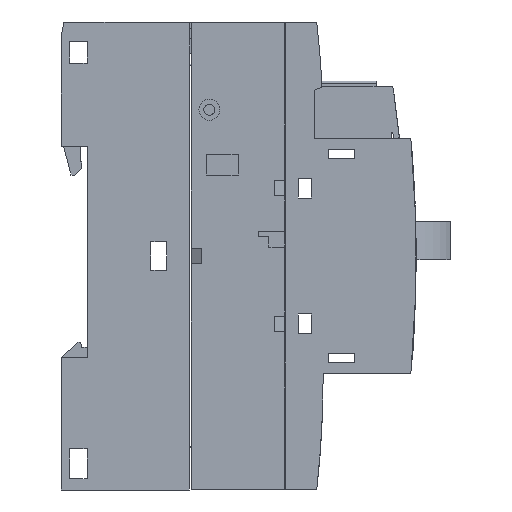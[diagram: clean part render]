
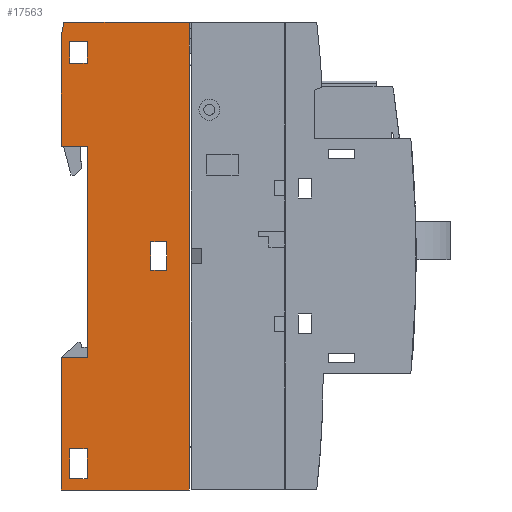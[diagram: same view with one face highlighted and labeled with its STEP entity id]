
A CAD part, left-side view. The second image highlights one B-rep face of the part: STEP entity #17563.
In plain terms, the highlighted planar face has unit normal (-1, 0, 0).
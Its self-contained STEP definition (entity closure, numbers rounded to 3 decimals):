
#6585=VERTEX_POINT('',#19590);
#6703=VERTEX_POINT('',#19723);
#6891=VERTEX_POINT('',#19930);
#6995=EDGE_CURVE('',#13453,#6891,#20041,.T.);
#7283=EDGE_CURVE('',#6891,#10383,#20361,.T.);
#7617=VERTEX_POINT('',#20727);
#7623=VERTEX_POINT('',#20733);
#7727=VERTEX_POINT('',#20842);
#8137=VERTEX_POINT('',#21291);
#9877=VERTEX_POINT('',#23194);
#9921=EDGE_CURVE('',#14363,#18135,#23245,.T.);
#10145=EDGE_CURVE('',#18753,#16359,#23500,.T.);
#10165=EDGE_CURVE('',#10375,#7727,#23521,.T.);
#10193=EDGE_CURVE('',#15877,#12541,#23556,.T.);
#10375=VERTEX_POINT('',#23773);
#10383=VERTEX_POINT('',#23782);
#10651=EDGE_CURVE('',#18875,#14249,#24075,.T.);
#11119=VERTEX_POINT('',#24594);
#11187=EDGE_CURVE('',#16359,#18875,#24667,.T.);
#11523=EDGE_CURVE('',#7617,#15877,#25043,.T.);
#11529=EDGE_CURVE('',#18029,#13453,#25049,.T.);
#12541=VERTEX_POINT('',#26155);
#12557=EDGE_CURVE('',#14249,#18753,#26173,.T.);
#13057=EDGE_CURVE('',#14603,#6585,#26720,.T.);
#13147=EDGE_CURVE('',#7727,#7623,#26820,.T.);
#13453=VERTEX_POINT('',#27172);
#13675=EDGE_CURVE('',#7623,#7617,#27416,.T.);
#13707=EDGE_CURVE('',#6585,#9877,#27450,.T.);
#13875=EDGE_CURVE('',#9877,#10375,#27630,.T.);
#14011=EDGE_CURVE('',#14603,#8137,#27779,.T.);
#14249=VERTEX_POINT('',#28037);
#14363=VERTEX_POINT('',#28164);
#14603=VERTEX_POINT('',#28424);
#14671=EDGE_CURVE('',#11119,#6703,#28498,.T.);
#15877=VERTEX_POINT('',#29826);
#16035=EDGE_CURVE('',#6703,#14363,#29989,.T.);
#16359=VERTEX_POINT('',#30346);
#16453=EDGE_CURVE('',#18135,#11119,#30447,.T.);
#16733=EDGE_CURVE('',#10383,#18029,#30757,.T.);
#17563=ADVANCED_FACE('',(#31656,#31657,#31658,#31659),#31660,.T.);
#18029=VERTEX_POINT('',#32166);
#18063=EDGE_CURVE('',#12541,#8137,#32202,.T.);
#18135=VERTEX_POINT('',#32276);
#18753=VERTEX_POINT('',#32955);
#18875=VERTEX_POINT('',#33085);
#19590=CARTESIAN_POINT('',(-22.4,-24.6,45.3));
#19723=CARTESIAN_POINT('',(-22.4,-5.,-42.1));
#19930=CARTESIAN_POINT('',(-22.4,-1.636,37.4));
#20041=LINE('',#34643,#34644);
#20361=LINE('',#35255,#35256);
#20727=CARTESIAN_POINT('',(-22.4,-5.,-19.0));
#20733=CARTESIAN_POINT('',(-22.4,-5.,21.5));
#20842=CARTESIAN_POINT('',(-22.4,0.,21.5));
#21291=CARTESIAN_POINT('',(-22.4,0.,-44.3));
#23194=CARTESIAN_POINT('',(-22.4,-0.529,45.3));
#23245=LINE('',#40173,#40174);
#23500=LINE('',#40581,#40582);
#23521=LINE('',#40611,#40612);
#23556=LINE('',#40660,#40661);
#23773=CARTESIAN_POINT('',(-22.4,0.,42.3));
#23782=CARTESIAN_POINT('',(-22.4,-1.636,41.6));
#24075=LINE('',#41600,#41601);
#24594=CARTESIAN_POINT('',(-22.4,-5.,-36.4));
#24667=LINE('',#42552,#42553);
#25043=LINE('',#43127,#43128);
#25049=LINE('',#43137,#43138);
#26155=CARTESIAN_POINT('',(-22.4,0.,-19.));
#26173=LINE('',#44983,#44984);
#26720=LINE('',#45817,#45818);
#26820=LINE('',#45972,#45973);
#27172=CARTESIAN_POINT('',(-22.4,-5.,37.4));
#27416=LINE('',#46871,#46872);
#27450=LINE('',#46922,#46923);
#27630=LINE('',#47218,#47219);
#27779=LINE('',#47491,#47492);
#28037=CARTESIAN_POINT('',(-22.4,-17.2,3.2));
#28164=CARTESIAN_POINT('',(-22.4,-1.636,-42.1));
#28424=CARTESIAN_POINT('',(-22.4,-24.6,-44.3));
#28498=LINE('',#48648,#48649);
#29826=CARTESIAN_POINT('',(-22.4,0.,-19.0));
#29989=LINE('',#51029,#51030);
#30346=CARTESIAN_POINT('',(-22.4,-20.2,-2.2));
#30447=LINE('',#51778,#51779);
#30757=LINE('',#52269,#52270);
#31656=FACE_BOUND('',#53812,.T.);
#31657=FACE_BOUND('',#53813,.T.);
#31658=FACE_BOUND('',#53814,.T.);
#31659=FACE_OUTER_BOUND('',#53815,.T.);
#31660=PLANE('',#53816);
#32166=CARTESIAN_POINT('',(-22.4,-5.,41.6));
#32202=LINE('',#54728,#54729);
#32276=CARTESIAN_POINT('',(-22.4,-1.636,-36.4));
#32955=CARTESIAN_POINT('',(-22.4,-20.2,3.2));
#33085=CARTESIAN_POINT('',(-22.4,-17.2,-2.2));
#34643=CARTESIAN_POINT('',(-22.4,-15.459,37.4));
#34644=VECTOR('',#57955,1.0);
#35255=CARTESIAN_POINT('',(-22.4,-1.636,42.4));
#35256=VECTOR('',#58312,1.0);
#40173=CARTESIAN_POINT('',(-22.4,-1.636,3.025));
#40174=VECTOR('',#61368,1.0);
#40581=CARTESIAN_POINT('',(-22.4,-20.2,21.55));
#40582=VECTOR('',#61700,1.0);
#40611=CARTESIAN_POINT('',(-22.4,0.,45.3));
#40612=VECTOR('',#61713,1.0);
#40660=CARTESIAN_POINT('',(-22.4,-25.06,4.26));
#40661=VECTOR('',#61797,1.0);
#41600=CARTESIAN_POINT('',(-22.4,-17.2,24.25));
#41601=VECTOR('',#62572,1.0);
#42552=CARTESIAN_POINT('',(-22.4,-22.4,-2.2));
#42553=VECTOR('',#63225,1.0);
#43127=CARTESIAN_POINT('',(-22.4,-4.6,-19.0));
#43128=VECTOR('',#63699,1.0);
#43137=CARTESIAN_POINT('',(-22.4,-5.,42.4));
#43138=VECTOR('',#63701,1.0);
#44983=CARTESIAN_POINT('',(-22.4,-23.9,3.2));
#44984=VECTOR('',#64894,1.0);
#45817=CARTESIAN_POINT('',(-22.4,-24.6,22.65));
#45818=VECTOR('',#65490,1.0);
#45972=CARTESIAN_POINT('',(-22.4,-4.6,21.5));
#45973=VECTOR('',#65616,1.0);
#46871=CARTESIAN_POINT('',(-22.4,-5.,23.552));
#46872=VECTOR('',#66385,1.0);
#46922=CARTESIAN_POINT('',(-22.4,-27.6,45.3));
#46923=VECTOR('',#66417,1.0);
#47218=CARTESIAN_POINT('',(-22.4,-0.673,46.115));
#47219=VECTOR('',#66597,1.0);
#47491=CARTESIAN_POINT('',(-22.4,-27.6,-44.3));
#47492=VECTOR('',#66754,1.0);
#48648=CARTESIAN_POINT('',(-22.4,-5.,3.025));
#48649=VECTOR('',#67491,1.0);
#51029=CARTESIAN_POINT('',(-22.4,-15.459,-42.1));
#51030=VECTOR('',#69117,1.0);
#51778=CARTESIAN_POINT('',(-22.4,-15.459,-36.4));
#51779=VECTOR('',#69695,1.0);
#52269=CARTESIAN_POINT('',(-22.4,-15.459,41.6));
#52270=VECTOR('',#70051,1.0);
#53812=EDGE_LOOP('',(#70980,#70981,#70982,#70983));
#53813=EDGE_LOOP('',(#70984,#70985,#70986,#70987));
#53814=EDGE_LOOP('',(#70988,#70989,#70990,#70991));
#53815=EDGE_LOOP('',(#70992,#70993,#70994,#70995,#70996,#70997,#70998,#70999,#71000,#71001));
#53816=AXIS2_PLACEMENT_3D('',#71002,#71003,#71004);
#54728=CARTESIAN_POINT('',(-22.4,0.,45.3));
#54729=VECTOR('',#71570,1.0);
#57955=DIRECTION('',(0.0,1.0,-0.0));
#58312=DIRECTION('',(0.0,0.0,1.0));
#61368=DIRECTION('',(0.0,0.0,1.0));
#61700=DIRECTION('',(0.0,0.0,-1.0));
#61713=DIRECTION('',(0.0,0.0,-1.0));
#61797=DIRECTION('',(0.0,0.733,-0.68));
#62572=DIRECTION('',(-0.0,0.0,1.0));
#63225=DIRECTION('',(0.0,1.0,0.0));
#63699=DIRECTION('',(0.0,1.0,0.0));
#63701=DIRECTION('',(0.0,0.0,-1.0));
#64894=DIRECTION('',(-0.0,-1.0,0.0));
#65490=DIRECTION('',(0.0,0.0,1.0));
#65616=DIRECTION('',(-0.0,-1.0,0.0));
#66385=DIRECTION('',(0.0,0.0,-1.0));
#66417=DIRECTION('',(0.0,1.0,0.0));
#66597=DIRECTION('',(0.0,0.174,-0.985));
#66754=DIRECTION('',(0.0,1.0,0.0));
#67491=DIRECTION('',(0.0,0.0,-1.0));
#69117=DIRECTION('',(0.0,1.0,-0.0));
#69695=DIRECTION('',(-0.0,-1.0,0.0));
#70051=DIRECTION('',(-0.0,-1.0,0.0));
#70980=ORIENTED_EDGE('',*,*,#11187,.T.);
#70981=ORIENTED_EDGE('',*,*,#10651,.T.);
#70982=ORIENTED_EDGE('',*,*,#12557,.T.);
#70983=ORIENTED_EDGE('',*,*,#10145,.T.);
#70984=ORIENTED_EDGE('',*,*,#16035,.T.);
#70985=ORIENTED_EDGE('',*,*,#9921,.T.);
#70986=ORIENTED_EDGE('',*,*,#16453,.T.);
#70987=ORIENTED_EDGE('',*,*,#14671,.T.);
#70988=ORIENTED_EDGE('',*,*,#6995,.T.);
#70989=ORIENTED_EDGE('',*,*,#7283,.T.);
#70990=ORIENTED_EDGE('',*,*,#16733,.T.);
#70991=ORIENTED_EDGE('',*,*,#11529,.T.);
#70992=ORIENTED_EDGE('',*,*,#11523,.T.);
#70993=ORIENTED_EDGE('',*,*,#10193,.T.);
#70994=ORIENTED_EDGE('',*,*,#18063,.T.);
#70995=ORIENTED_EDGE('',*,*,#14011,.F.);
#70996=ORIENTED_EDGE('',*,*,#13057,.T.);
#70997=ORIENTED_EDGE('',*,*,#13707,.T.);
#70998=ORIENTED_EDGE('',*,*,#13875,.T.);
#70999=ORIENTED_EDGE('',*,*,#10165,.T.);
#71000=ORIENTED_EDGE('',*,*,#13147,.T.);
#71001=ORIENTED_EDGE('',*,*,#13675,.T.);
#71002=CARTESIAN_POINT('',(-22.4,-27.6,45.3));
#71003=DIRECTION('',(-1.0,0.0,0.0));
#71004=DIRECTION('',(0.0,0.0,1.0));
#71570=DIRECTION('',(0.0,0.0,-1.0));
